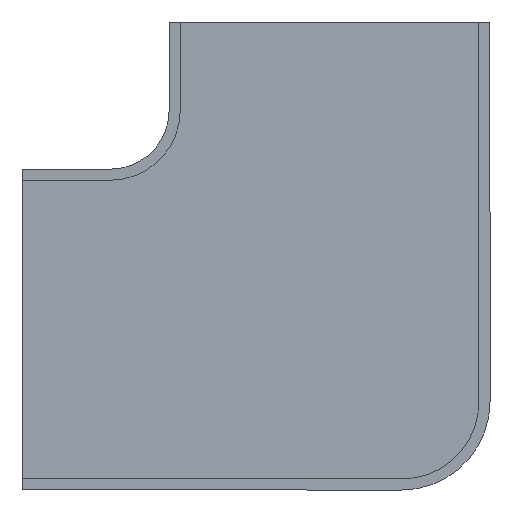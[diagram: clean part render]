
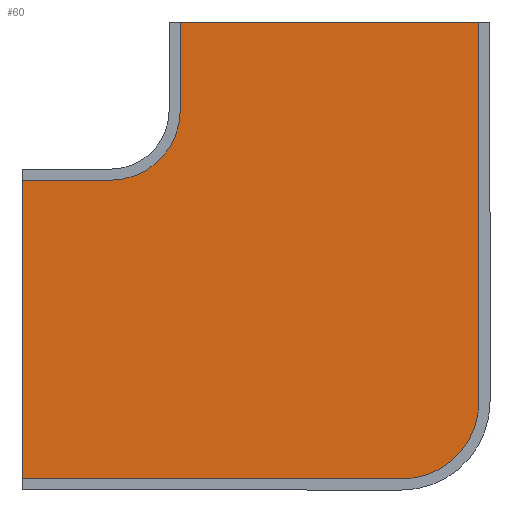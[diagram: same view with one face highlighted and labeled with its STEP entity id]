
A CAD part, front view. The second image highlights one B-rep face of the part: STEP entity #60.
In plain terms, the highlighted planar face has unit normal (0, -1, 0).
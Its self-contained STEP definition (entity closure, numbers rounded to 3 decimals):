
#3 = CARTESIAN_POINT ( 'NONE',  ( -31.8, 19.35, -30.3 ) ) ;
#7 = VERTEX_POINT ( 'NONE', #3 ) ;
#12 = CARTESIAN_POINT ( 'NONE',  ( -31.8, 19.35, 10.3 ) ) ;
#31 = EDGE_CURVE ( 'NONE', #126, #550, #403, .T. ) ;
#49 = DIRECTION ( 'NONE',  ( -1., 0., 0. ) ) ;
#50 = VECTOR ( 'NONE', #269, 1000. ) ;
#53 = CARTESIAN_POINT ( 'NONE',  ( -31.8, 19.35, 10.3 ) ) ;
#60 = ADVANCED_FACE ( 'NONE', ( #311 ), #330, .F. ) ;
#69 = ORIENTED_EDGE ( 'NONE', *, *, #210, .F. ) ;
#84 = DIRECTION ( 'NONE',  ( 0., 1., 0. ) ) ;
#86 = VERTEX_POINT ( 'NONE', #519 ) ;
#92 = CARTESIAN_POINT ( 'NONE',  ( -10.3, 19.35, 31.8 ) ) ;
#104 = DIRECTION ( 'NONE',  ( 0., 0., 1. ) ) ;
#112 = AXIS2_PLACEMENT_3D ( 'NONE', #465, #379, #104 ) ;
#126 = VERTEX_POINT ( 'NONE', #527 ) ;
#143 = ORIENTED_EDGE ( 'NONE', *, *, #443, .F. ) ;
#153 = DIRECTION ( 'NONE',  ( 1., 0., 0. ) ) ;
#176 = VECTOR ( 'NONE', #458, 1000. ) ;
#185 = ORIENTED_EDGE ( 'NONE', *, *, #31, .F. ) ;
#207 = ORIENTED_EDGE ( 'NONE', *, *, #309, .F. ) ;
#210 = EDGE_CURVE ( 'NONE', #86, #364, #356, .T. ) ;
#217 = EDGE_CURVE ( 'NONE', #550, #355, #593, .T. ) ;
#227 = CARTESIAN_POINT ( 'NONE',  ( 30.3, 19.35, 31.8 ) ) ;
#234 = CARTESIAN_POINT ( 'NONE',  ( -19.8, 19.35, 19.8 ) ) ;
#253 = EDGE_LOOP ( 'NONE', ( #565, #69, #207, #329, #313, #185, #143, #603 ) ) ;
#269 = DIRECTION ( 'NONE',  ( 0., 0., -1. ) ) ;
#276 = VECTOR ( 'NONE', #468, 1000. ) ;
#277 = LINE ( 'NONE', #412, #176 ) ;
#281 = DIRECTION ( 'NONE',  ( 0., 0., 1. ) ) ;
#309 = EDGE_CURVE ( 'NONE', #358, #86, #415, .T. ) ;
#311 = FACE_OUTER_BOUND ( 'NONE', #253, .T. ) ;
#313 = ORIENTED_EDGE ( 'NONE', *, *, #217, .F. ) ;
#314 = CARTESIAN_POINT ( 'NONE',  ( -10.3, 19.35, 19.8 ) ) ;
#319 = LINE ( 'NONE', #373, #276 ) ;
#329 = ORIENTED_EDGE ( 'NONE', *, *, #338, .F. ) ;
#330 = PLANE ( 'NONE',  #112 ) ;
#338 = EDGE_CURVE ( 'NONE', #355, #358, #277, .T. ) ;
#355 = VERTEX_POINT ( 'NONE', #92 ) ;
#356 = CIRCLE ( 'NONE', #407, 10.5 ) ;
#358 = VERTEX_POINT ( 'NONE', #414 ) ;
#361 = CARTESIAN_POINT ( 'NONE',  ( 19.8, 19.35, -19.8 ) ) ;
#364 = VERTEX_POINT ( 'NONE', #510 ) ;
#373 = CARTESIAN_POINT ( 'NONE',  ( -31.8, 19.35, 11.8 ) ) ;
#374 = VECTOR ( 'NONE', #49, 1000. ) ;
#379 = DIRECTION ( 'NONE',  ( 0., 1., 0. ) ) ;
#380 = EDGE_CURVE ( 'NONE', #364, #7, #391, .T. ) ;
#391 = LINE ( 'NONE', #606, #374 ) ;
#394 = EDGE_CURVE ( 'NONE', #7, #400, #319, .T. ) ;
#400 = VERTEX_POINT ( 'NONE', #53 ) ;
#403 = CIRCLE ( 'NONE', #494, 9.5 ) ;
#405 = DIRECTION ( 'NONE',  ( 0., 0., 1. ) ) ;
#407 = AXIS2_PLACEMENT_3D ( 'NONE', #361, #84, #405 ) ;
#412 = CARTESIAN_POINT ( 'NONE',  ( -11.8, 19.35, 31.8 ) ) ;
#414 = CARTESIAN_POINT ( 'NONE',  ( 30.3, 19.35, 31.8 ) ) ;
#415 = LINE ( 'NONE', #227, #50 ) ;
#435 = CARTESIAN_POINT ( 'NONE',  ( -10.3, 19.35, 19.8 ) ) ;
#443 = EDGE_CURVE ( 'NONE', #400, #126, #487, .T. ) ;
#452 = DIRECTION ( 'NONE',  ( 0., 0., 1. ) ) ;
#458 = DIRECTION ( 'NONE',  ( 1., 0., 0. ) ) ;
#461 = VECTOR ( 'NONE', #452, 1000. ) ;
#465 = CARTESIAN_POINT ( 'NONE',  ( 19.8, 19.35, -19.8 ) ) ;
#468 = DIRECTION ( 'NONE',  ( 0., 0., 1. ) ) ;
#487 = LINE ( 'NONE', #12, #499 ) ;
#494 = AXIS2_PLACEMENT_3D ( 'NONE', #234, #562, #281 ) ;
#499 = VECTOR ( 'NONE', #153, 1000. ) ;
#510 = CARTESIAN_POINT ( 'NONE',  ( 19.8, 19.35, -30.3 ) ) ;
#519 = CARTESIAN_POINT ( 'NONE',  ( 30.3, 19.35, -19.8 ) ) ;
#527 = CARTESIAN_POINT ( 'NONE',  ( -19.8, 19.35, 10.3 ) ) ;
#550 = VERTEX_POINT ( 'NONE', #435 ) ;
#562 = DIRECTION ( 'NONE',  ( 0., -1., 0. ) ) ;
#565 = ORIENTED_EDGE ( 'NONE', *, *, #380, .F. ) ;
#593 = LINE ( 'NONE', #314, #461 ) ;
#603 = ORIENTED_EDGE ( 'NONE', *, *, #394, .F. ) ;
#606 = CARTESIAN_POINT ( 'NONE',  ( -31.8, 19.35, -30.3 ) ) ;
